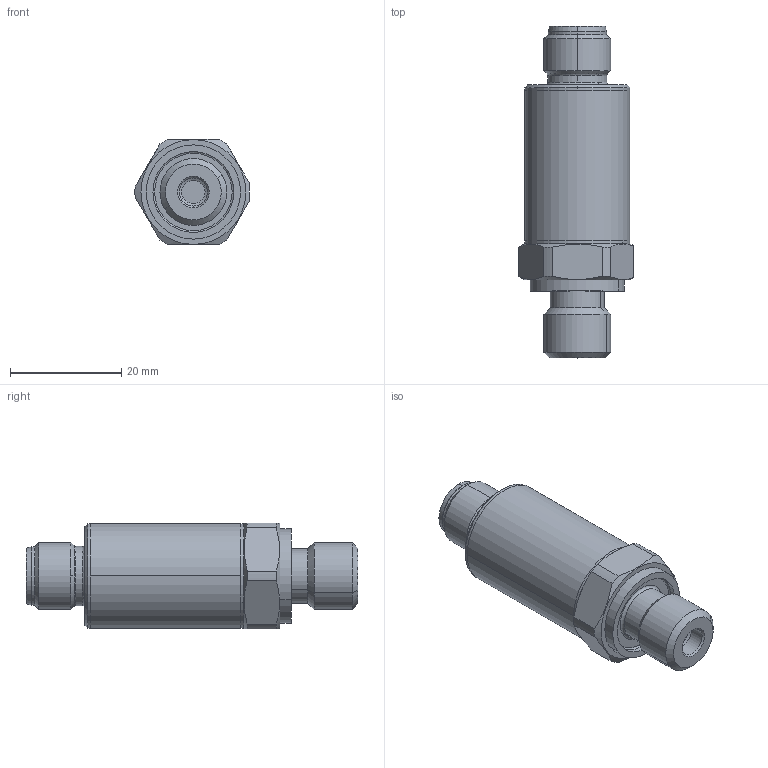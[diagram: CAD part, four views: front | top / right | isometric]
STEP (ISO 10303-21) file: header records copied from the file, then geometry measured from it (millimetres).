
FILE_DESCRIPTION (( 'STEP AP214' ), '1' );
FILE_NAME ('825X.XX.XX.49.32.STEP', '2017-06-27T04:59:54', ( 'upgadmin' ), ( 'Hewlett-Packard Company' ), 'SwSTEP 2.0', 'SolidWorks 2016', '' );
FILE_SCHEMA (( 'AUTOMOTIVE_DESIGN' ));
Length unit declared in the file: millimetre
Products named in the file (8): C28017_49; C21542_defeatured; 825X.XX.XX.49.32; M12x1_4P_32; C23589_4-pol; C28017_49_C28017; C23589
Assembly tree (4 placements, depth 3):
  C28017_49
  C21542_defeatured
  825X.XX.XX.49.32
    C21542_defeatured
    C28017_49_C28017
    M12x1_4P_32
      C23589_4-pol
  C23589
Bounding box: 20.5 x 59.55 x 19 mm (x, y, z)
Volume: 12626.1 mm3; surface area: 6429 mm2
Topology: 3 solids, 5 shells, 404 faces, 1055 edges, 657 vertices
Faces by surface type: cylinder 150, plane 128, cone 75, bspline 39, torus 12
Entity records: 14666 total; most frequent: CARTESIAN_POINT 4750, ORIENTED_EDGE 2086, DIRECTION 1995, EDGE_CURVE 1043, AXIS2_PLACEMENT_3D 793, VERTEX_POINT 657, EDGE_LOOP 434, CIRCLE 419
